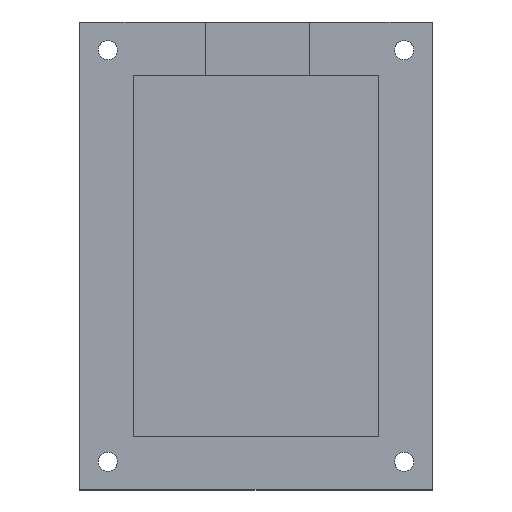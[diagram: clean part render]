
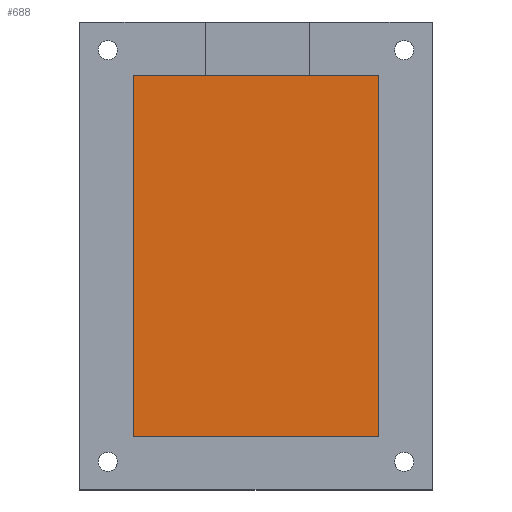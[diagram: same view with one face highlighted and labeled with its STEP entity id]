
A CAD part, top view. The second image highlights one B-rep face of the part: STEP entity #688.
In plain terms, the highlighted planar face has unit normal (0, 0, 1).
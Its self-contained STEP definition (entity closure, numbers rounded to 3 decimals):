
#70=FACE_OUTER_BOUND('',#111,.T.);
#111=EDGE_LOOP('',(#524,#525,#526,#527));
#186=LINE('',#1059,#263);
#187=LINE('',#1061,#264);
#188=LINE('',#1063,#265);
#189=LINE('',#1064,#266);
#263=VECTOR('',#854,10.);
#264=VECTOR('',#855,10.);
#265=VECTOR('',#856,10.);
#266=VECTOR('',#857,10.);
#329=VERTEX_POINT('',#1057);
#330=VERTEX_POINT('',#1058);
#331=VERTEX_POINT('',#1060);
#332=VERTEX_POINT('',#1062);
#402=EDGE_CURVE('',#329,#330,#186,.T.);
#403=EDGE_CURVE('',#331,#329,#187,.T.);
#404=EDGE_CURVE('',#332,#331,#188,.T.);
#405=EDGE_CURVE('',#330,#332,#189,.T.);
#524=ORIENTED_EDGE('',*,*,#402,.F.);
#525=ORIENTED_EDGE('',*,*,#403,.F.);
#526=ORIENTED_EDGE('',*,*,#404,.F.);
#527=ORIENTED_EDGE('',*,*,#405,.F.);
#657=PLANE('',#742);
#688=ADVANCED_FACE('',(#70),#657,.T.);
#742=AXIS2_PLACEMENT_3D('',#1056,#852,#853);
#852=DIRECTION('center_axis',(0.,0.,1.));
#853=DIRECTION('ref_axis',(1.,0.,0.));
#854=DIRECTION('',(-1.,0.,0.));
#855=DIRECTION('',(0.,-1.,0.));
#856=DIRECTION('',(1.,0.,0.));
#857=DIRECTION('',(0.,1.,0.));
#1056=CARTESIAN_POINT('Origin',(21.8,-32.05,3.));
#1057=CARTESIAN_POINT('',(43.6,-64.1,3.));
#1058=CARTESIAN_POINT('',(0.,-64.1,3.));
#1059=CARTESIAN_POINT('',(32.7,-64.1,3.));
#1060=CARTESIAN_POINT('',(43.6,0.,3.));
#1061=CARTESIAN_POINT('',(43.6,-16.025,3.));
#1062=CARTESIAN_POINT('',(0.,0.,3.));
#1063=CARTESIAN_POINT('',(10.9,0.,3.));
#1064=CARTESIAN_POINT('',(0.,-48.075,3.));
